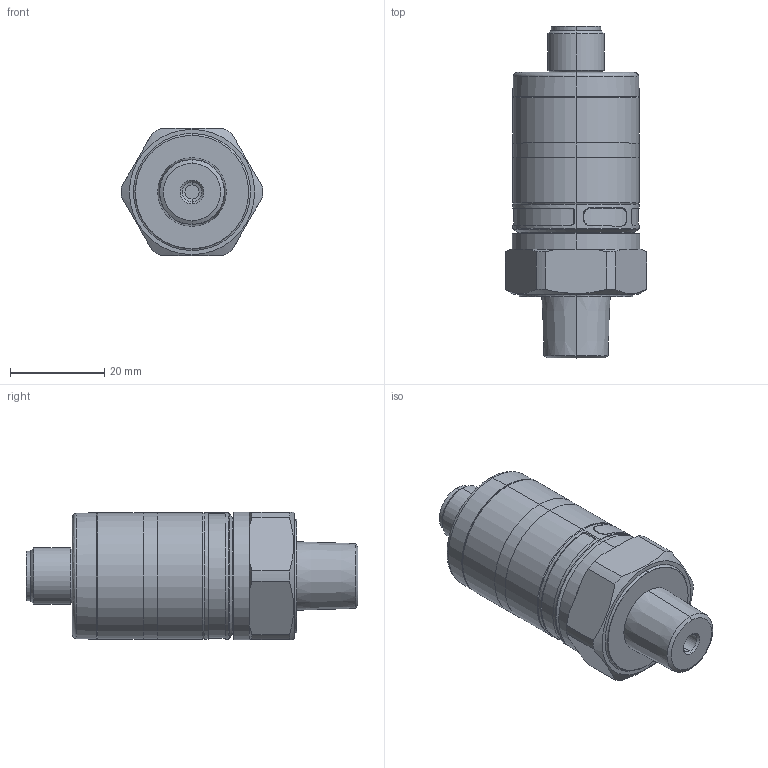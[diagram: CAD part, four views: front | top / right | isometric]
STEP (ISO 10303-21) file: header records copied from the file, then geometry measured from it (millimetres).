
FILE_DESCRIPTION (( 'STEP AP203' ), '1' );
FILE_NAME ('PSD25-0P-1450H.STEP', '2023-02-13T12:22:08', ( '' ), ( '' ), 'SwSTEP 2.0', 'SolidWorks 2021', '' );
FILE_SCHEMA (( 'CONFIG_CONTROL_DESIGN' ));
Length unit declared in the file: inch
Products named in the file (1): PSD25-0P-1450H
Bounding box: 29.99 x 70.35 x 27 mm (x, y, z)
Volume: 29450.9 mm3; surface area: 7314.4 mm2
Topology: 1 solids, 1 shells, 155 faces, 365 edges, 227 vertices
Faces by surface type: cylinder 53, plane 51, cone 36, bspline 15
Entity records: 5338 total; most frequent: CARTESIAN_POINT 1749, DIRECTION 747, ORIENTED_EDGE 730, EDGE_CURVE 365, AXIS2_PLACEMENT_3D 299, VERTEX_POINT 227, EDGE_LOOP 170, CIRCLE 158
